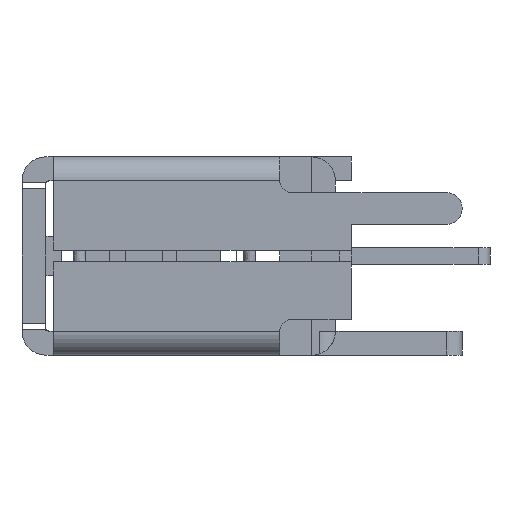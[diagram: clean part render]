
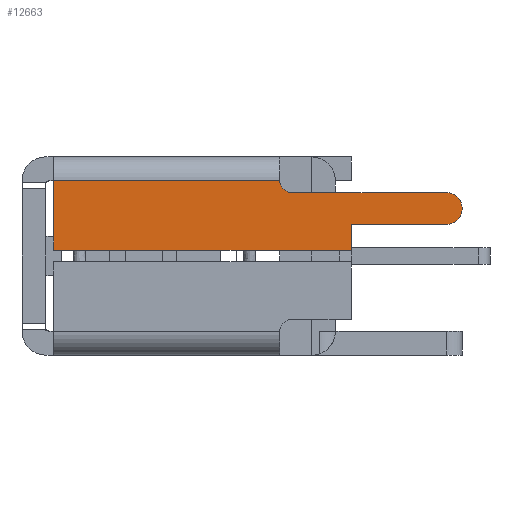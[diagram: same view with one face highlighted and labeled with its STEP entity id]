
A CAD part, left-side view. The second image highlights one B-rep face of the part: STEP entity #12663.
In plain terms, the highlighted planar face has unit normal (-1, 0, 0).
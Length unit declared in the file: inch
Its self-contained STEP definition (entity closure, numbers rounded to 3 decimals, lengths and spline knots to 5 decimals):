
#6622=CARTESIAN_POINT('',(-0.23622,-0.13976,
0.0748));
#6623=DIRECTION('',(-1.,0.,0.));
#6624=DIRECTION('',(0.,1.,0.));
#6625=AXIS2_PLACEMENT_3D('',#6622,#6623,#6624);
#6627=CARTESIAN_POINT('',(-0.23622,-0.29331,
0.04724));
#6628=DIRECTION('',(1.,0.,0.));
#6629=DIRECTION('',(0.,0.,1.));
#6630=AXIS2_PLACEMENT_3D('',#6627,#6628,#6629);
#6632=DIRECTION('',(0.,1.,0.));
#6633=VECTOR('',#6632,0.29528);
#6634=CARTESIAN_POINT('',(-0.23622,-0.19882,
0.00591));
#6635=LINE('',#6634,#6633);
#6955=DIRECTION('',(0.,0.,-1.));
#6956=VECTOR('',#6955,0.0689);
#6957=CARTESIAN_POINT('',(-0.23622,0.09646,
0.0748));
#6958=LINE('',#6957,#6956);
#7390=DIRECTION('',(0.,1.,0.));
#7391=VECTOR('',#7390,0.22441);
#7392=CARTESIAN_POINT('',(-0.23622,-0.12795,
0.0748));
#7393=LINE('',#7392,#7391);
#7414=DIRECTION('',(0.,0.,1.));
#7415=VECTOR('',#7414,0.02559);
#7416=CARTESIAN_POINT('',(-0.23622,-0.19882,
0.00591));
#7417=LINE('',#7416,#7415);
#7446=DIRECTION('',(0.,-1.,0.));
#7447=VECTOR('',#7446,0.09449);
#7448=CARTESIAN_POINT('',(-0.23622,-0.19882,
0.0315));
#7449=LINE('',#7448,#7447);
#7458=DIRECTION('',(0.,1.,0.));
#7459=VECTOR('',#7458,0.15354);
#7460=CARTESIAN_POINT('',(-0.23622,-0.29331,
0.06299));
#7461=LINE('',#7460,#7459);
#10240=CARTESIAN_POINT('',(-0.23622,-0.19882,
0.0315));
#10241=CARTESIAN_POINT('',(-0.23622,-0.29331,
0.0315));
#10242=VERTEX_POINT('',#10240);
#10243=VERTEX_POINT('',#10241);
#10244=CARTESIAN_POINT('',(-0.23622,-0.19882,
0.00591));
#10245=VERTEX_POINT('',#10244);
#10246=CARTESIAN_POINT('',(-0.23622,0.09646,
0.00591));
#10247=VERTEX_POINT('',#10246);
#10350=CARTESIAN_POINT('',(-0.23622,0.09646,
0.0748));
#10351=VERTEX_POINT('',#10350);
#10418=CARTESIAN_POINT('',(-0.23622,-0.12795,
0.0748));
#10419=VERTEX_POINT('',#10418);
#10420=CARTESIAN_POINT('',(-0.23622,-0.29331,
0.06299));
#10421=VERTEX_POINT('',#10420);
#10422=CARTESIAN_POINT('',(-0.23622,-0.13976,
0.06299));
#10423=VERTEX_POINT('',#10422);
#12640=CARTESIAN_POINT('',(-0.23622,-0.1063,
0.04035));
#12641=DIRECTION('',(1.,0.,0.));
#12642=DIRECTION('',(0.,-1.,0.));
#12643=AXIS2_PLACEMENT_3D('',#12640,#12641,#12642);
#12644=PLANE('',#12643);
#12646=ORIENTED_EDGE('',*,*,#12645,.F.);
#12648=ORIENTED_EDGE('',*,*,#12647,.T.);
#12650=ORIENTED_EDGE('',*,*,#12649,.F.);
#12652=ORIENTED_EDGE('',*,*,#12651,.T.);
#12654=ORIENTED_EDGE('',*,*,#12653,.F.);
#12656=ORIENTED_EDGE('',*,*,#12655,.F.);
#12658=ORIENTED_EDGE('',*,*,#12657,.T.);
#12660=ORIENTED_EDGE('',*,*,#12659,.F.);
#12661=EDGE_LOOP('',(#12646,#12648,#12650,#12652,#12654,#12656,#12658,#12660));
#12662=FACE_OUTER_BOUND('',#12661,.F.);
#12663=ADVANCED_FACE('',(#12662),#12644,.F.);
#6626=CIRCLE('',#6625,0.01181);
#6631=CIRCLE('',#6630,0.01575);
#12645=EDGE_CURVE('',#10419,#10351,#7393,.T.);
#12647=EDGE_CURVE('',#10419,#10423,#6626,.T.);
#12649=EDGE_CURVE('',#10421,#10423,#7461,.T.);
#12651=EDGE_CURVE('',#10421,#10243,#6631,.T.);
#12653=EDGE_CURVE('',#10242,#10243,#7449,.T.);
#12655=EDGE_CURVE('',#10245,#10242,#7417,.T.);
#12657=EDGE_CURVE('',#10245,#10247,#6635,.T.);
#12659=EDGE_CURVE('',#10351,#10247,#6958,.T.);
